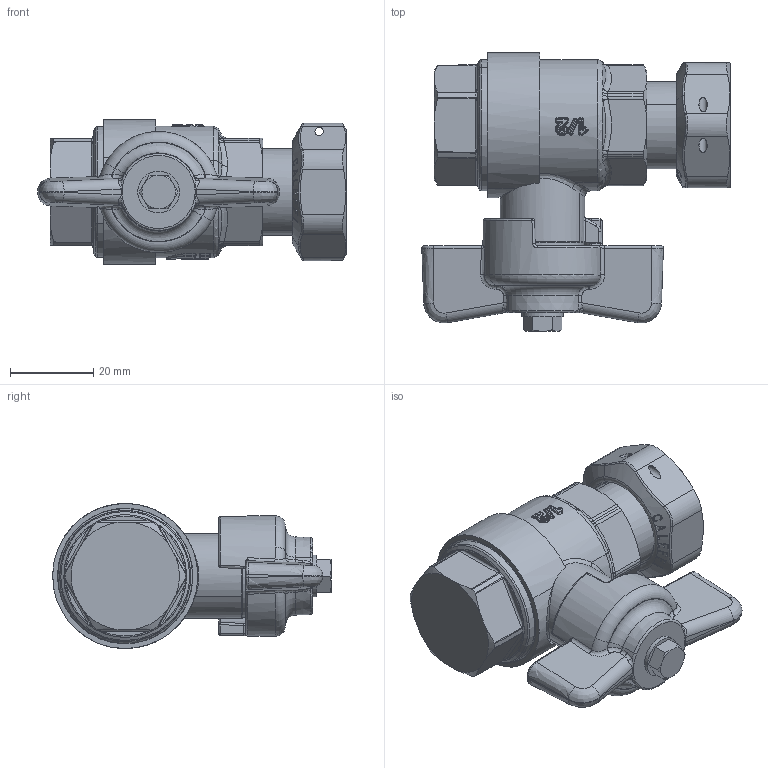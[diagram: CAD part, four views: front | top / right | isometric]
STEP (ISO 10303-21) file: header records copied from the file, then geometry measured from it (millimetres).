
FILE_DESCRIPTION(('CATIA V5 STEP Exchange'),'2;1');
FILE_NAME('STEP_333400_-_TST.stp','2019-02-15T14:49:05+00:00',('none'),('none'),'CATIA Version 5-6 Release 2016 SP4','CATIA V5 STEP AP203','none');
FILE_SCHEMA(('CONFIG_CONTROL_DESIGN'));
Products named in the file (1): 333400 - TST
Bounding box: 73.98 x 66.85 x 34.79 mm (x, y, z)
Volume: 61907 mm3; surface area: 18120.4 mm2
Topology: 1 solids, 1 shells, 831 faces, 2051 edges, 1193 vertices
Faces by surface type: bspline 332, plane 209, cylinder 128, cone 68, torus 57, sphere 37
Entity records: 41607 total; most frequent: CARTESIAN_POINT 26434, ORIENTED_EDGE 4012, EDGE_CURVE 2006, DIRECTION 1518, B_SPLINE_CURVE_WITH_KNOTS 1272, VERTEX_POINT 1193, EDGE_LOOP 855, ADVANCED_FACE 831
